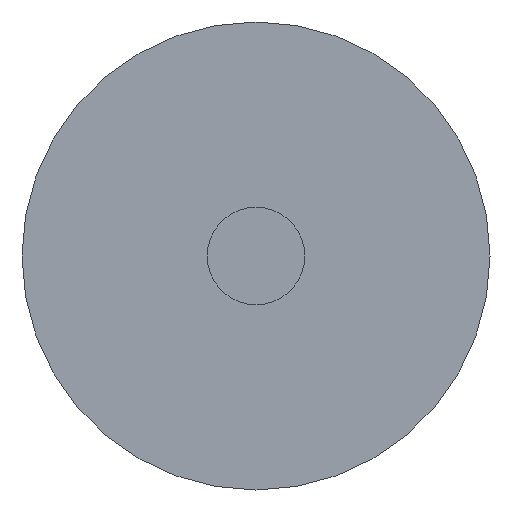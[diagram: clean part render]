
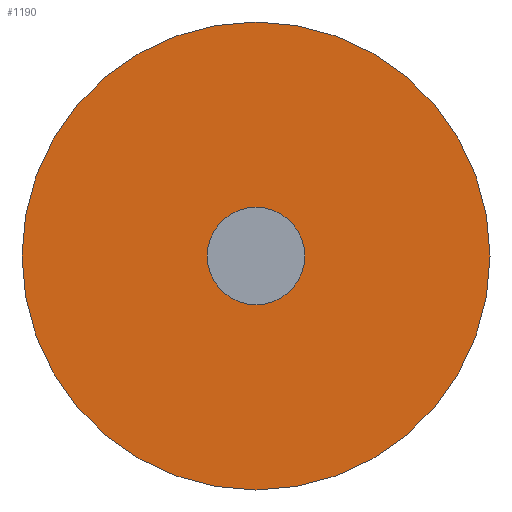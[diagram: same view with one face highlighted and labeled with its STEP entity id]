
A CAD part, front view. The second image highlights one B-rep face of the part: STEP entity #1190.
In plain terms, the highlighted planar face has unit normal (0, -1, 0).
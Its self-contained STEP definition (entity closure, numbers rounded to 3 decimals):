
#18=FACE_BOUND('',#166,.T.);
#26=PLANE('',#1283);
#95=FACE_OUTER_BOUND('',#165,.T.);
#165=EDGE_LOOP('',(#1054));
#166=EDGE_LOOP('',(#1055));
#181=CIRCLE('',#1268,5.);
#182=CIRCLE('',#1270,24.);
#523=VERTEX_POINT('',#7153);
#524=VERTEX_POINT('',#7157);
#693=EDGE_CURVE('',#523,#523,#181,.T.);
#694=EDGE_CURVE('',#524,#524,#182,.T.);
#1054=ORIENTED_EDGE('',*,*,#694,.T.);
#1055=ORIENTED_EDGE('',*,*,#693,.F.);
#1190=ADVANCED_FACE('',(#95,#18),#26,.F.);
#1268=AXIS2_PLACEMENT_3D('',#7155,#1452,#1453);
#1270=AXIS2_PLACEMENT_3D('',#7158,#1456,#1457);
#1283=AXIS2_PLACEMENT_3D('',#7202,#1497,#1498);
#1452=DIRECTION('center_axis',(0.,-1.,0.));
#1453=DIRECTION('ref_axis',(1.,0.,0.));
#1456=DIRECTION('center_axis',(0.,-1.,0.));
#1457=DIRECTION('ref_axis',(1.,0.,0.));
#1497=DIRECTION('center_axis',(0.,1.,0.));
#1498=DIRECTION('ref_axis',(-1.,0.,0.));
#7153=CARTESIAN_POINT('',(-5.,0.,0.));
#7155=CARTESIAN_POINT('Origin',(0.,0.,
0.));
#7157=CARTESIAN_POINT('',(-24.,0.,0.));
#7158=CARTESIAN_POINT('Origin',(0.,0.,
0.));
#7202=CARTESIAN_POINT('Origin',(-24.,0.,0.));
